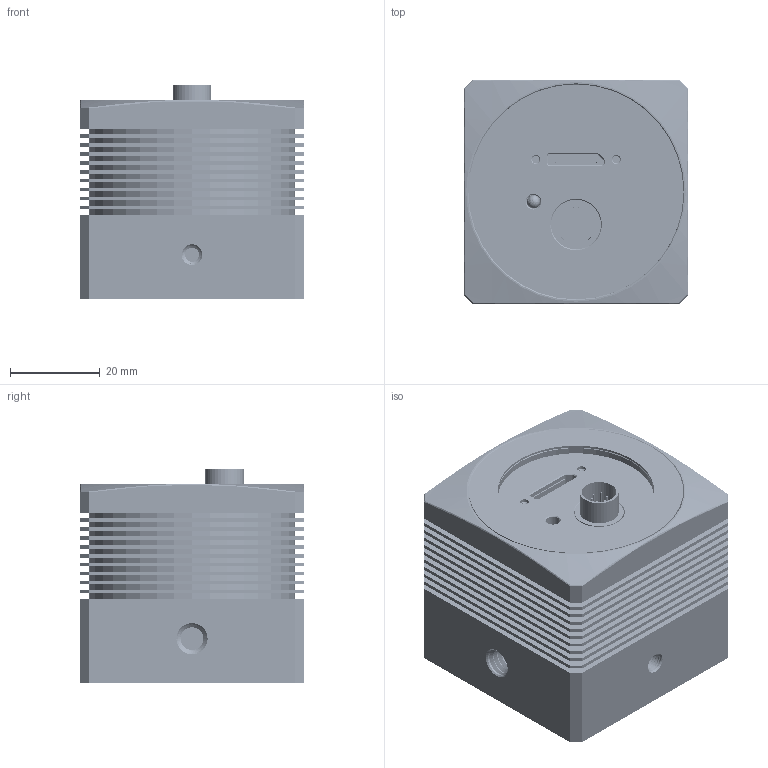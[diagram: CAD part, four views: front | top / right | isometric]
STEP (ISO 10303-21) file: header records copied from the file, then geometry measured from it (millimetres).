
FILE_DESCRIPTION((''),'2;1');
FILE_NAME('BTC200MG_ASM','2023-02-10T',('daizhiwen'),(''),'CREO PARAMETRIC BY PTC INC, 2018360','CREO PARAMETRIC BY PTC INC, 2018360','');
FILE_SCHEMA(('CONFIG_CONTROL_DESIGN'));
Products named in the file (13): BTC200MG_A1; BTC200MG_A2; BTC200MG_A3; PRODUCT_5107; 4__; S3____; PRODUCT_829; S3_____; S3SENSOR_; BTC200MG_PCBA_ASM; M3X25_HM; RING_48_35; BTC200MG_ASM
Assembly tree (25 placements, depth 3):
  BTC200MG_ASM
    BTC200MG_A1
    BTC200MG_A2
    BTC200MG_A3
    BTC200MG_PCBA_ASM
      PRODUCT_5107
      4__  x9
      S3____
      PRODUCT_829  x2
      S3_____  x2
      S3SENSOR_
    M3X25_HM  x4
    RING_48_35
Bounding box: 50 x 50 x 47.96 mm (x, y, z)
Volume: 78691.9 mm3; surface area: 58443.2 mm2
Topology: 24 solids, 24 shells, 2198 faces, 5773 edges, 3707 vertices
Faces by surface type: cylinder 904, plane 762, bspline 317, cone 141, torus 72, sphere 2
Entity records: 110724 total; most frequent: CARTESIAN_POINT 68429, ORIENTED_EDGE 9862, DIRECTION 6860, EDGE_CURVE 4931, VERTEX_POINT 3204, VECTOR 2452, LINE 2452, AXIS2_PLACEMENT_3D 2204
